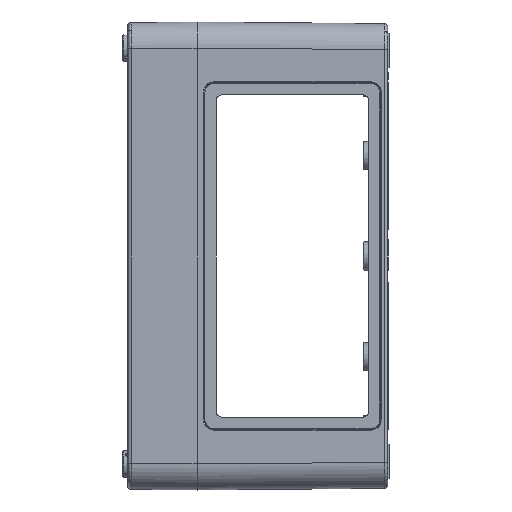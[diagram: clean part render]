
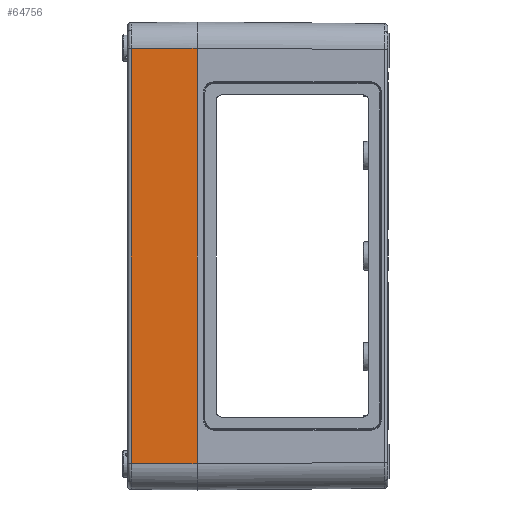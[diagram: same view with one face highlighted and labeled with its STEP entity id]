
A CAD part, left-side view. The second image highlights one B-rep face of the part: STEP entity #64756.
In plain terms, the highlighted face is planar.
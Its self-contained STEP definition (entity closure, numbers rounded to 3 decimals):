
#11788 = VERTEX_POINT ( 'NONE', #40866 ) ;
#13644 = VERTEX_POINT ( 'NONE', #45499 ) ;
#13648 = EDGE_CURVE ( 'NONE', #13644, #13651, #45533, .T. ) ;
#13651 = VERTEX_POINT ( 'NONE', #45523 ) ;
#40866 = CARTESIAN_POINT ( 'NONE',  ( 134.668, -38.017, -119.669 ) ) ;
#45499 = CARTESIAN_POINT ( 'NONE',  ( 135., 0., 120.001 ) ) ;
#45523 = CARTESIAN_POINT ( 'NONE',  ( 135., 0., -120.001 ) ) ;
#45530 = DIRECTION ( 'NONE',  ( 0., 0., -1. ) ) ;
#45531 = VECTOR ( 'NONE', #45530, 1000. ) ;
#45532 = CARTESIAN_POINT ( 'NONE',  ( 135., 0., -135. ) ) ;
#45533 = LINE ( 'NONE', #45532, #45531 ) ;
#64421 = EDGE_LOOP ( 'NONE', ( #69879, #70349, #83089, #75111 ) ) ;
#64756 = ADVANCED_FACE ( 'NONE', ( #89575 ), #89635, .T. ) ;
#69879 = ORIENTED_EDGE ( 'NONE', *, *, #74771, .T. ) ;
#69933 = VERTEX_POINT ( 'NONE', #91573 ) ;
#70349 = ORIENTED_EDGE ( 'NONE', *, *, #73482, .T. ) ;
#73482 = EDGE_CURVE ( 'NONE', #69933, #11788, #92956, .T. ) ;
#74771 = EDGE_CURVE ( 'NONE', #13644, #69933, #93596, .T. ) ;
#75111 = ORIENTED_EDGE ( 'NONE', *, *, #13648, .F. ) ;
#77935 = EDGE_CURVE ( 'NONE', #11788, #13651, #95511, .T. ) ;
#83089 = ORIENTED_EDGE ( 'NONE', *, *, #77935, .T. ) ;
#89575 = FACE_OUTER_BOUND ( 'NONE', #64421, .T. ) ;
#89631 = DIRECTION ( 'NONE',  ( 0.009, 1., 0. ) ) ;
#89632 = DIRECTION ( 'NONE',  ( 1., -0.009, 0. ) ) ;
#89633 = CARTESIAN_POINT ( 'NONE',  ( 135., 0., -135. ) ) ;
#89634 = AXIS2_PLACEMENT_3D ( 'NONE', #89633, #89632, #89631 ) ;
#89635 = PLANE ( 'NONE',  #89634 ) ;
#91573 = CARTESIAN_POINT ( 'NONE',  ( 134.668, -38.017, 119.669 ) ) ;
#92953 = DIRECTION ( 'NONE',  ( 0., 0., -1. ) ) ;
#92954 = VECTOR ( 'NONE', #92953, 1000. ) ;
#92955 = CARTESIAN_POINT ( 'NONE',  ( 134.668, -38.017, -119.651 ) ) ;
#92956 = LINE ( 'NONE', #92955, #92954 ) ;
#93593 = DIRECTION ( 'NONE',  ( -0.009, -1., -0.009 ) ) ;
#93594 = VECTOR ( 'NONE', #93593, 1000. ) ;
#93595 = CARTESIAN_POINT ( 'NONE',  ( 134.981, -2.225, 119.981 ) ) ;
#93596 = LINE ( 'NONE', #93595, #93594 ) ;
#95508 = DIRECTION ( 'NONE',  ( 0.009, 1., -0.009 ) ) ;
#95509 = VECTOR ( 'NONE', #95508, 1000. ) ;
#95510 = CARTESIAN_POINT ( 'NONE',  ( 135.001, 0.131, -120.002 ) ) ;
#95511 = LINE ( 'NONE', #95510, #95509 ) ;
